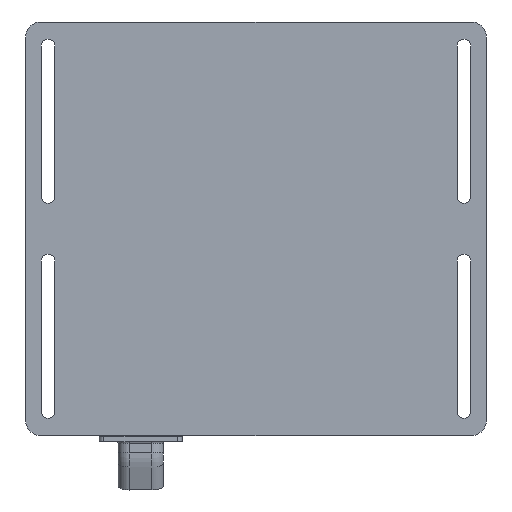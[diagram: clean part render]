
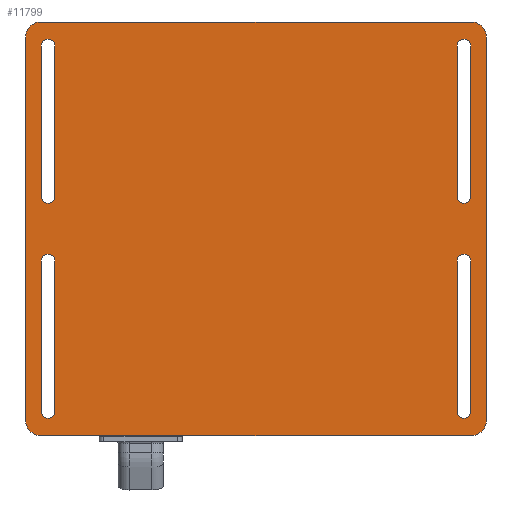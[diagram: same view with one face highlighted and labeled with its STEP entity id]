
A CAD part, front view. The second image highlights one B-rep face of the part: STEP entity #11799.
In plain terms, the highlighted planar face has unit normal (0, -1, 0).
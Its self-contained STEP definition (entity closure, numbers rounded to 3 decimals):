
#223=FACE_BOUND('',#2262,.T.);
#224=FACE_BOUND('',#2263,.T.);
#225=FACE_BOUND('',#2264,.T.);
#226=FACE_BOUND('',#2265,.T.);
#620=CIRCLE('',#12822,10.);
#627=CIRCLE('',#12832,10.);
#628=CIRCLE('',#12834,10.);
#635=CIRCLE('',#12844,10.);
#636=CIRCLE('',#12847,4.5);
#637=CIRCLE('',#12849,4.5);
#638=CIRCLE('',#12853,4.5);
#639=CIRCLE('',#12855,4.5);
#640=CIRCLE('',#12859,4.5);
#641=CIRCLE('',#12862,4.5);
#642=CIRCLE('',#12866,4.5);
#643=CIRCLE('',#12868,4.5);
#1500=FACE_OUTER_BOUND('',#2261,.T.);
#2261=EDGE_LOOP('',(#10507,#10508,#10509,#10510,#10511,#10512,#10513,#10514));
#2262=EDGE_LOOP('',(#10515,#10516,#10517,#10518));
#2263=EDGE_LOOP('',(#10519,#10520,#10521,#10522));
#2264=EDGE_LOOP('',(#10523,#10524,#10525,#10526));
#2265=EDGE_LOOP('',(#10527,#10528,#10529,#10530));
#3382=LINE('',#19421,#4580);
#3388=LINE('',#19435,#4586);
#3398=LINE('',#19462,#4596);
#3410=LINE('',#19512,#4608);
#3413=LINE('',#19520,#4611);
#3419=LINE('',#19535,#4617);
#3421=LINE('',#19539,#4619);
#3423=LINE('',#19547,#4621);
#3425=LINE('',#19552,#4623);
#3429=LINE('',#19562,#4627);
#3433=LINE('',#19571,#4631);
#3435=LINE('',#19575,#4633);
#4580=VECTOR('',#15888,10.);
#4586=VECTOR('',#15900,10.);
#4596=VECTOR('',#15928,10.);
#4608=VECTOR('',#15976,10.);
#4611=VECTOR('',#15985,10.);
#4617=VECTOR('',#16001,10.);
#4619=VECTOR('',#16005,10.);
#4621=VECTOR('',#16017,10.);
#4623=VECTOR('',#16021,10.);
#4627=VECTOR('',#16031,10.);
#4631=VECTOR('',#16041,10.);
#4633=VECTOR('',#16045,10.);
#5698=VERTEX_POINT('',#19418);
#5699=VERTEX_POINT('',#19420);
#5703=VERTEX_POINT('',#19432);
#5704=VERTEX_POINT('',#19434);
#5709=VERTEX_POINT('',#19452);
#5712=VERTEX_POINT('',#19460);
#5721=VERTEX_POINT('',#19484);
#5732=VERTEX_POINT('',#19511);
#5733=VERTEX_POINT('',#19517);
#5734=VERTEX_POINT('',#19519);
#5735=VERTEX_POINT('',#19523);
#5736=VERTEX_POINT('',#19527);
#5737=VERTEX_POINT('',#19529);
#5738=VERTEX_POINT('',#19533);
#5739=VERTEX_POINT('',#19537);
#5740=VERTEX_POINT('',#19541);
#5741=VERTEX_POINT('',#19549);
#5742=VERTEX_POINT('',#19551);
#5743=VERTEX_POINT('',#19555);
#5744=VERTEX_POINT('',#19559);
#5745=VERTEX_POINT('',#19561);
#5746=VERTEX_POINT('',#19565);
#5747=VERTEX_POINT('',#19569);
#5748=VERTEX_POINT('',#19573);
#7257=EDGE_CURVE('',#5698,#5699,#3382,.T.);
#7264=EDGE_CURVE('',#5703,#5704,#3388,.T.);
#7273=EDGE_CURVE('',#5709,#5698,#620,.T.);
#7278=EDGE_CURVE('',#5712,#5709,#3398,.T.);
#7288=EDGE_CURVE('',#5704,#5712,#627,.T.);
#7289=EDGE_CURVE('',#5699,#5721,#628,.T.);
#7303=EDGE_CURVE('',#5721,#5732,#3410,.T.);
#7305=EDGE_CURVE('',#5732,#5703,#635,.T.);
#7307=EDGE_CURVE('',#5733,#5734,#3413,.T.);
#7310=EDGE_CURVE('',#5735,#5733,#636,.T.);
#7312=EDGE_CURVE('',#5736,#5737,#637,.T.);
#7315=EDGE_CURVE('',#5738,#5736,#3419,.T.);
#7317=EDGE_CURVE('',#5739,#5735,#3421,.T.);
#7319=EDGE_CURVE('',#5740,#5738,#638,.T.);
#7320=EDGE_CURVE('',#5734,#5739,#639,.T.);
#7321=EDGE_CURVE('',#5737,#5740,#3423,.T.);
#7323=EDGE_CURVE('',#5741,#5742,#3425,.T.);
#7326=EDGE_CURVE('',#5743,#5741,#640,.T.);
#7328=EDGE_CURVE('',#5744,#5745,#3429,.T.);
#7331=EDGE_CURVE('',#5746,#5744,#641,.T.);
#7333=EDGE_CURVE('',#5747,#5743,#3433,.T.);
#7335=EDGE_CURVE('',#5748,#5746,#3435,.T.);
#7336=EDGE_CURVE('',#5742,#5747,#642,.T.);
#7337=EDGE_CURVE('',#5745,#5748,#643,.T.);
#10507=ORIENTED_EDGE('',*,*,#7273,.F.);
#10508=ORIENTED_EDGE('',*,*,#7278,.F.);
#10509=ORIENTED_EDGE('',*,*,#7288,.F.);
#10510=ORIENTED_EDGE('',*,*,#7264,.F.);
#10511=ORIENTED_EDGE('',*,*,#7305,.F.);
#10512=ORIENTED_EDGE('',*,*,#7303,.F.);
#10513=ORIENTED_EDGE('',*,*,#7289,.F.);
#10514=ORIENTED_EDGE('',*,*,#7257,.F.);
#10515=ORIENTED_EDGE('',*,*,#7307,.F.);
#10516=ORIENTED_EDGE('',*,*,#7310,.F.);
#10517=ORIENTED_EDGE('',*,*,#7317,.F.);
#10518=ORIENTED_EDGE('',*,*,#7320,.F.);
#10519=ORIENTED_EDGE('',*,*,#7312,.F.);
#10520=ORIENTED_EDGE('',*,*,#7315,.F.);
#10521=ORIENTED_EDGE('',*,*,#7319,.F.);
#10522=ORIENTED_EDGE('',*,*,#7321,.F.);
#10523=ORIENTED_EDGE('',*,*,#7323,.F.);
#10524=ORIENTED_EDGE('',*,*,#7326,.F.);
#10525=ORIENTED_EDGE('',*,*,#7333,.F.);
#10526=ORIENTED_EDGE('',*,*,#7336,.F.);
#10527=ORIENTED_EDGE('',*,*,#7328,.F.);
#10528=ORIENTED_EDGE('',*,*,#7331,.F.);
#10529=ORIENTED_EDGE('',*,*,#7335,.F.);
#10530=ORIENTED_EDGE('',*,*,#7337,.F.);
#11193=PLANE('',#12918);
#11799=ADVANCED_FACE('',(#1500,#223,#224,#225,#226),#11193,.T.);
#12822=AXIS2_PLACEMENT_3D('',#19453,#15919,#15920);
#12832=AXIS2_PLACEMENT_3D('',#19482,#15947,#15948);
#12834=AXIS2_PLACEMENT_3D('',#19485,#15951,#15952);
#12844=AXIS2_PLACEMENT_3D('',#19515,#15980,#15981);
#12847=AXIS2_PLACEMENT_3D('',#19525,#15990,#15991);
#12849=AXIS2_PLACEMENT_3D('',#19530,#15995,#15996);
#12853=AXIS2_PLACEMENT_3D('',#19543,#16009,#16010);
#12855=AXIS2_PLACEMENT_3D('',#19545,#16013,#16014);
#12859=AXIS2_PLACEMENT_3D('',#19557,#16026,#16027);
#12862=AXIS2_PLACEMENT_3D('',#19567,#16036,#16037);
#12866=AXIS2_PLACEMENT_3D('',#19577,#16048,#16049);
#12868=AXIS2_PLACEMENT_3D('',#19579,#16052,#16053);
#12918=AXIS2_PLACEMENT_3D('',#19643,#16166,#16167);
#15888=DIRECTION('',(1.,0.,0.));
#15900=DIRECTION('',(-1.,0.,0.));
#15919=DIRECTION('center_axis',(0.,1.,0.));
#15920=DIRECTION('ref_axis',(-0.707,0.,0.707));
#15928=DIRECTION('',(0.,0.,1.));
#15947=DIRECTION('center_axis',(0.,1.,0.));
#15948=DIRECTION('ref_axis',(-0.707,0.,-0.707));
#15951=DIRECTION('center_axis',(0.,1.,0.));
#15952=DIRECTION('ref_axis',(0.707,0.,0.707));
#15976=DIRECTION('',(0.,0.,-1.));
#15980=DIRECTION('center_axis',(0.,1.,0.));
#15981=DIRECTION('ref_axis',(0.707,0.,-0.707));
#15985=DIRECTION('',(0.,0.,-1.));
#15990=DIRECTION('center_axis',(0.,-1.,0.));
#15991=DIRECTION('ref_axis',(1.,0.,0.));
#15995=DIRECTION('center_axis',(0.,-1.,0.));
#15996=DIRECTION('ref_axis',(-1.,0.,0.));
#16001=DIRECTION('',(0.,0.,-1.));
#16005=DIRECTION('',(0.,0.,1.));
#16009=DIRECTION('center_axis',(0.,-1.,0.));
#16010=DIRECTION('ref_axis',(1.,0.,0.));
#16013=DIRECTION('center_axis',(0.,-1.,0.));
#16014=DIRECTION('ref_axis',(-1.,0.,0.));
#16017=DIRECTION('',(0.,0.,1.));
#16021=DIRECTION('',(0.,0.,-1.));
#16026=DIRECTION('center_axis',(0.,-1.,0.));
#16027=DIRECTION('ref_axis',(1.,0.,0.));
#16031=DIRECTION('',(0.,0.,-1.));
#16036=DIRECTION('center_axis',(0.,-1.,0.));
#16037=DIRECTION('ref_axis',(1.,0.,0.));
#16041=DIRECTION('',(0.,0.,1.));
#16045=DIRECTION('',(0.,0.,1.));
#16048=DIRECTION('center_axis',(0.,-1.,0.));
#16049=DIRECTION('ref_axis',(-1.,0.,0.));
#16052=DIRECTION('center_axis',(0.,-1.,0.));
#16053=DIRECTION('ref_axis',(-1.,0.,0.));
#16166=DIRECTION('center_axis',(0.,-1.,0.));
#16167=DIRECTION('ref_axis',(0.,0.,-1.));
#19418=CARTESIAN_POINT('',(-72.2,-19.,200.2));
#19420=CARTESIAN_POINT('',(214.2,-19.,200.2));
#19421=CARTESIAN_POINT('',(147.6,-19.,200.2));
#19432=CARTESIAN_POINT('',(214.2,-19.,-74.8));
#19434=CARTESIAN_POINT('',(-72.2,-19.,-74.8));
#19435=CARTESIAN_POINT('',(-5.6,-19.,-74.8));
#19452=CARTESIAN_POINT('',(-82.2,-19.,190.2));
#19453=CARTESIAN_POINT('Origin',(-72.2,-19.,190.2));
#19460=CARTESIAN_POINT('',(-82.2,-19.,-64.8));
#19462=CARTESIAN_POINT('',(-82.2,-19.,131.45));
#19482=CARTESIAN_POINT('Origin',(-72.2,-19.,-64.8));
#19484=CARTESIAN_POINT('',(224.2,-19.,190.2));
#19485=CARTESIAN_POINT('Origin',(214.2,-19.,190.2));
#19511=CARTESIAN_POINT('',(224.2,-19.,-64.8));
#19512=CARTESIAN_POINT('',(224.2,-19.,-6.05));
#19515=CARTESIAN_POINT('Origin',(214.2,-19.,-64.8));
#19517=CARTESIAN_POINT('',(-71.7,-19.,184.2));
#19519=CARTESIAN_POINT('',(-71.7,-19.,84.2));
#19520=CARTESIAN_POINT('',(-71.7,-19.,73.45));
#19523=CARTESIAN_POINT('',(-62.7,-19.,184.2));
#19525=CARTESIAN_POINT('Origin',(-67.2,-19.,184.2));
#19527=CARTESIAN_POINT('',(-71.7,-19.,-58.8));
#19529=CARTESIAN_POINT('',(-62.7,-19.,-58.8));
#19530=CARTESIAN_POINT('Origin',(-67.2,-19.,-58.8));
#19533=CARTESIAN_POINT('',(-71.7,-19.,41.2));
#19535=CARTESIAN_POINT('',(-71.7,-19.,1.95));
#19537=CARTESIAN_POINT('',(-62.7,-19.,84.2));
#19539=CARTESIAN_POINT('',(-62.7,-19.,123.45));
#19541=CARTESIAN_POINT('',(-62.7,-19.,41.2));
#19543=CARTESIAN_POINT('Origin',(-67.2,-19.,41.2));
#19545=CARTESIAN_POINT('Origin',(-67.2,-19.,84.2));
#19547=CARTESIAN_POINT('',(-62.7,-19.,51.95));
#19549=CARTESIAN_POINT('',(204.7,-19.,41.2));
#19551=CARTESIAN_POINT('',(204.7,-19.,-58.8));
#19552=CARTESIAN_POINT('',(204.7,-19.,1.95));
#19555=CARTESIAN_POINT('',(213.7,-19.,41.2));
#19557=CARTESIAN_POINT('Origin',(209.2,-19.,41.2));
#19559=CARTESIAN_POINT('',(204.7,-19.,184.2));
#19561=CARTESIAN_POINT('',(204.7,-19.,84.2));
#19562=CARTESIAN_POINT('',(204.7,-19.,73.45));
#19565=CARTESIAN_POINT('',(213.7,-19.,184.2));
#19567=CARTESIAN_POINT('Origin',(209.2,-19.,184.2));
#19569=CARTESIAN_POINT('',(213.7,-19.,-58.8));
#19571=CARTESIAN_POINT('',(213.7,-19.,51.95));
#19573=CARTESIAN_POINT('',(213.7,-19.,84.2));
#19575=CARTESIAN_POINT('',(213.7,-19.,123.45));
#19577=CARTESIAN_POINT('Origin',(209.2,-19.,-58.8));
#19579=CARTESIAN_POINT('Origin',(209.2,-19.,84.2));
#19643=CARTESIAN_POINT('Origin',(71.,-19.,62.7));
